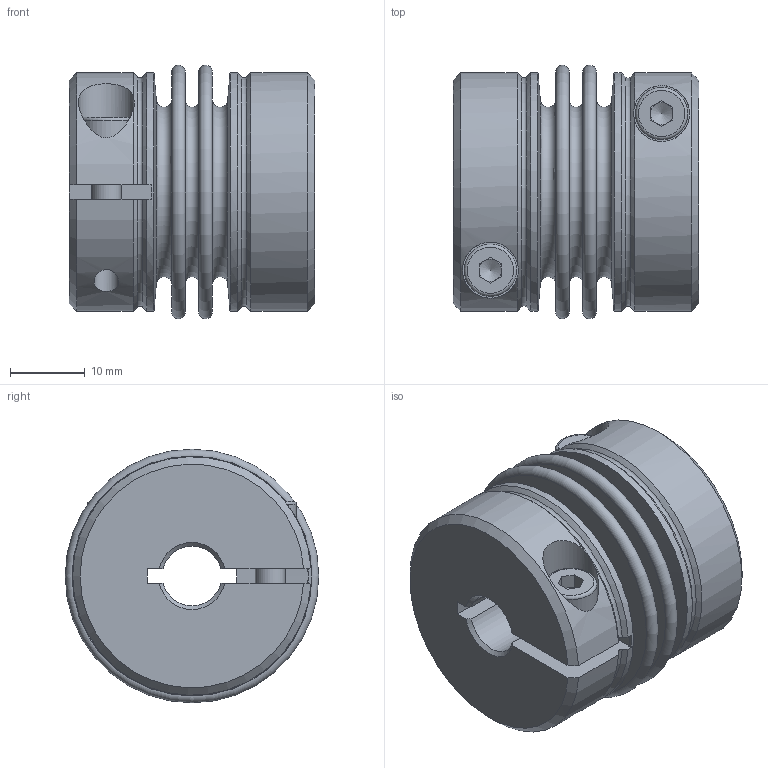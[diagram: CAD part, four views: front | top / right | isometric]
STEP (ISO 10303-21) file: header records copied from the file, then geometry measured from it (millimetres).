
FILE_DESCRIPTION( ( 'Unknown' ), '1' );
FILE_NAME( 'KG 10 - 2W.stp', 'Unknown', ( 'Unknown' ), ( 'Unknown' ), 'PSStep 10.1', 'Unknown', ' ' );
FILE_SCHEMA( ( 'AUTOMOTIVE_DESIGN { 1 0 10303 214 1 1 1 1 }' ) );
Length unit declared in the file: millimetre
Products named in the file (1): KT102396
Bounding box: 32.96 x 34 x 34 mm (x, y, z)
Volume: 16738.9 mm3; surface area: 13381.9 mm2
Topology: 1 solids, 1 shells, 110 faces, 269 edges, 173 vertices
Faces by surface type: plane 56, cone 20, cylinder 20, torus 14
Full cylindrical faces by diameter (mm): 3.3 x2, 4 x2, 4.3 x2, 7 x2, 7.5 x2, 31.2 x2, 32 x2
Entity records: 4148 total; most frequent: CARTESIAN_POINT 809, DIRECTION 538, ORIENTED_EDGE 440, EDGE_CURVE 220, AXIS2_PLACEMENT_3D 219, EDGE_LOOP 160, VERTEX_POINT 158, FACE_OUTER_BOUND 136
